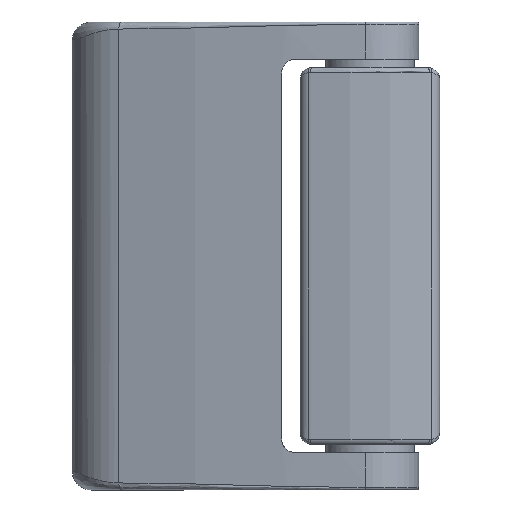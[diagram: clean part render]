
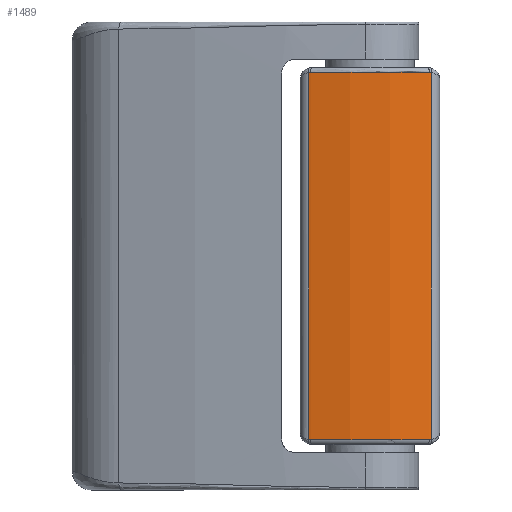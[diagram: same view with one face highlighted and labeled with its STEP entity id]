
A CAD part, top view. The second image highlights one B-rep face of the part: STEP entity #1489.
In plain terms, the highlighted cylindrical face has radius 50 mm (diameter 100 mm), a partial arc.
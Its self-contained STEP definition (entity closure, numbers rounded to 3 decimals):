
#75=B_SPLINE_CURVE_WITH_KNOTS('',3,(#2329,#2330,#2331,#2332),
 .UNSPECIFIED.,.F.,.F.,(4,4),(0.,0.),
 .UNSPECIFIED.);
#76=B_SPLINE_CURVE_WITH_KNOTS('',3,(#2336,#2337,#2338,#2339),
 .UNSPECIFIED.,.F.,.F.,(4,4),(0.,0.),.UNSPECIFIED.);
#77=B_SPLINE_CURVE_WITH_KNOTS('',3,(#2343,#2344,#2345,#2346),
 .UNSPECIFIED.,.F.,.F.,(4,4),(0.,0.),
 .UNSPECIFIED.);
#78=B_SPLINE_CURVE_WITH_KNOTS('',3,(#2349,#2350,#2351,#2352),
 .UNSPECIFIED.,.F.,.F.,(4,4),(0.,0.),.UNSPECIFIED.);
#142=FACE_OUTER_BOUND('',#240,.T.);
#240=EDGE_LOOP('',(#1000,#1001,#1002,#1003,#1004,#1005,#1006,#1007));
#354=LINE('',#2327,#444);
#355=LINE('',#2341,#445);
#444=VECTOR('',#1872,1000.);
#445=VECTOR('',#1875,1000.);
#535=CIRCLE('',#1680,50.);
#536=CIRCLE('',#1681,50.);
#630=VERTEX_POINT('',#2325);
#631=VERTEX_POINT('',#2326);
#632=VERTEX_POINT('',#2328);
#633=VERTEX_POINT('',#2333);
#634=VERTEX_POINT('',#2335);
#635=VERTEX_POINT('',#2340);
#636=VERTEX_POINT('',#2342);
#637=VERTEX_POINT('',#2347);
#774=EDGE_CURVE('',#630,#631,#354,.T.);
#775=EDGE_CURVE('',#631,#632,#75,.T.);
#776=EDGE_CURVE('',#632,#633,#535,.T.);
#777=EDGE_CURVE('',#633,#634,#76,.T.);
#778=EDGE_CURVE('',#634,#635,#355,.T.);
#779=EDGE_CURVE('',#635,#636,#77,.T.);
#780=EDGE_CURVE('',#636,#637,#536,.T.);
#781=EDGE_CURVE('',#637,#630,#78,.T.);
#1000=ORIENTED_EDGE('',*,*,#774,.T.);
#1001=ORIENTED_EDGE('',*,*,#775,.T.);
#1002=ORIENTED_EDGE('',*,*,#776,.T.);
#1003=ORIENTED_EDGE('',*,*,#777,.T.);
#1004=ORIENTED_EDGE('',*,*,#778,.T.);
#1005=ORIENTED_EDGE('',*,*,#779,.T.);
#1006=ORIENTED_EDGE('',*,*,#780,.T.);
#1007=ORIENTED_EDGE('',*,*,#781,.T.);
#1444=CYLINDRICAL_SURFACE('',#1679,50.);
#1489=ADVANCED_FACE('',(#142),#1444,.T.);
#1679=AXIS2_PLACEMENT_3D('',#2324,#1870,#1871);
#1680=AXIS2_PLACEMENT_3D('',#2334,#1873,#1874);
#1681=AXIS2_PLACEMENT_3D('',#2348,#1876,#1877);
#1870=DIRECTION('center_axis',(0.,-1.,0.));
#1871=DIRECTION('ref_axis',(0.,0.,1.));
#1872=DIRECTION('',(0.,1.,0.));
#1873=DIRECTION('center_axis',(0.,-1.,0.));
#1874=DIRECTION('ref_axis',(0.,0.,1.));
#1875=DIRECTION('',(0.,-1.,0.));
#1876=DIRECTION('center_axis',(0.,1.,0.));
#1877=DIRECTION('ref_axis',(0.,0.,1.));
#2324=CARTESIAN_POINT('Origin',(0.,40.5,-27.5));
#2325=CARTESIAN_POINT('',(13.158,-39.447,20.738));
#2326=CARTESIAN_POINT('',(13.158,39.447,20.738));
#2327=CARTESIAN_POINT('',(13.158,40.5,20.738));
#2328=CARTESIAN_POINT('',(12.755,39.5,20.846));
#2329=CARTESIAN_POINT('Ctrl Pts',(13.158,39.447,20.738));
#2330=CARTESIAN_POINT('Ctrl Pts',(13.026,39.482,20.774));
#2331=CARTESIAN_POINT('Ctrl Pts',(12.892,39.5,20.81));
#2332=CARTESIAN_POINT('Ctrl Pts',(12.755,39.5,20.846));
#2333=CARTESIAN_POINT('',(-12.755,39.5,20.846));
#2334=CARTESIAN_POINT('Origin',(0.,39.5,-27.5));
#2335=CARTESIAN_POINT('',(-13.158,39.447,20.738));
#2336=CARTESIAN_POINT('Ctrl Pts',(-12.755,39.5,20.846));
#2337=CARTESIAN_POINT('Ctrl Pts',(-12.892,39.5,20.81));
#2338=CARTESIAN_POINT('Ctrl Pts',(-13.026,39.482,20.774));
#2339=CARTESIAN_POINT('Ctrl Pts',(-13.158,39.447,20.738));
#2340=CARTESIAN_POINT('',(-13.158,-39.447,20.738));
#2341=CARTESIAN_POINT('',(-13.158,40.5,20.738));
#2342=CARTESIAN_POINT('',(-12.755,-39.5,20.846));
#2343=CARTESIAN_POINT('Ctrl Pts',(-13.158,-39.447,20.738));
#2344=CARTESIAN_POINT('Ctrl Pts',(-13.026,-39.482,20.774));
#2345=CARTESIAN_POINT('Ctrl Pts',(-12.892,-39.5,20.81));
#2346=CARTESIAN_POINT('Ctrl Pts',(-12.755,-39.5,20.846));
#2347=CARTESIAN_POINT('',(12.755,-39.5,20.846));
#2348=CARTESIAN_POINT('Origin',(0.,-39.5,-27.5));
#2349=CARTESIAN_POINT('Ctrl Pts',(12.755,-39.5,20.846));
#2350=CARTESIAN_POINT('Ctrl Pts',(12.892,-39.5,20.81));
#2351=CARTESIAN_POINT('Ctrl Pts',(13.026,-39.482,20.774));
#2352=CARTESIAN_POINT('Ctrl Pts',(13.158,-39.447,20.738));
